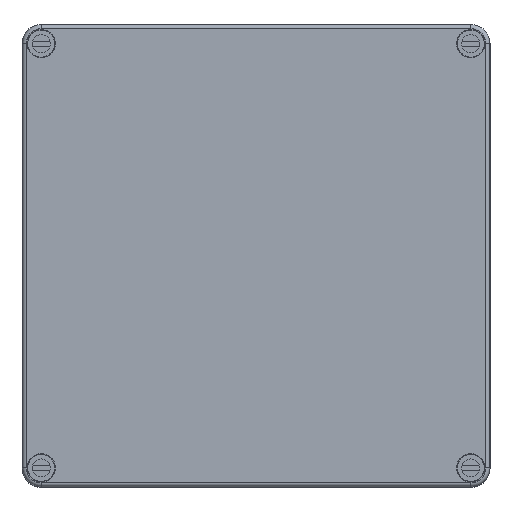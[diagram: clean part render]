
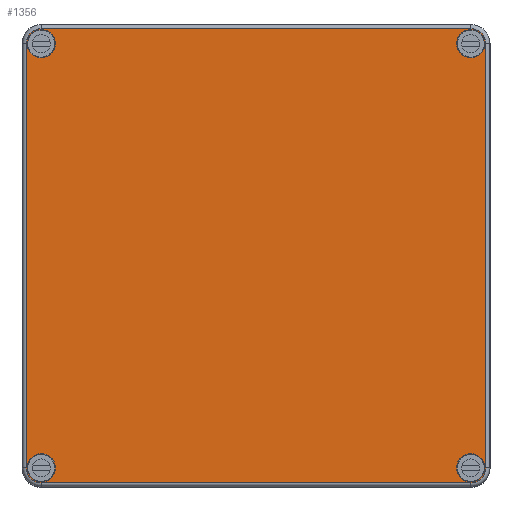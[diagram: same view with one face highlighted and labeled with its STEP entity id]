
A CAD part, top view. The second image highlights one B-rep face of the part: STEP entity #1356.
In plain terms, the highlighted planar face has unit normal (0, 0, 1).
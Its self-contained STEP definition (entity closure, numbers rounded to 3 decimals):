
#1356 = ADVANCED_FACE( '', ( #3074, #3075, #3076, #3077, #3078 ), #3079, .F. );
#3074 = FACE_BOUND( '', #5180, .T. );
#3075 = FACE_BOUND( '', #5181, .T. );
#3076 = FACE_BOUND( '', #5182, .T. );
#3077 = FACE_BOUND( '', #5183, .T. );
#3078 = FACE_OUTER_BOUND( '', #5184, .T. );
#3079 = PLANE( '', #5185 );
#5180 = EDGE_LOOP( '', ( #8824 ) );
#5181 = EDGE_LOOP( '', ( #8825 ) );
#5182 = EDGE_LOOP( '', ( #8826 ) );
#5183 = EDGE_LOOP( '', ( #8827 ) );
#5184 = EDGE_LOOP( '', ( #8828, #8829, #8830, #8831, #8832, #8833, #8834, #8835 ) );
#5185 = AXIS2_PLACEMENT_3D( '', #8836, #8837, #8838 );
#8824 = ORIENTED_EDGE( '', *, *, #12792, .F. );
#8825 = ORIENTED_EDGE( '', *, *, #12642, .F. );
#8826 = ORIENTED_EDGE( '', *, *, #12793, .F. );
#8827 = ORIENTED_EDGE( '', *, *, #12071, .F. );
#8828 = ORIENTED_EDGE( '', *, *, #12794, .T. );
#8829 = ORIENTED_EDGE( '', *, *, #12339, .F. );
#8830 = ORIENTED_EDGE( '', *, *, #12639, .T. );
#8831 = ORIENTED_EDGE( '', *, *, #12795, .T. );
#8832 = ORIENTED_EDGE( '', *, *, #12796, .F. );
#8833 = ORIENTED_EDGE( '', *, *, #12129, .T. );
#8834 = ORIENTED_EDGE( '', *, *, #12594, .F. );
#8835 = ORIENTED_EDGE( '', *, *, #12797, .F. );
#8836 = CARTESIAN_POINT( '', ( -89.356, 82.5, 18. ) );
#8837 = DIRECTION( '', ( 0., 0., -1. ) );
#8838 = DIRECTION( '', ( -1., 0., 0. ) );
#12071 = EDGE_CURVE( '', #14532, #14532, #14533, .T. );
#12129 = EDGE_CURVE( '', #14625, #14623, #14626, .T. );
#12339 = EDGE_CURVE( '', #14946, #14942, #14948, .T. );
#12594 = EDGE_CURVE( '', #15339, #14623, #15341, .T. );
#12639 = EDGE_CURVE( '', #14946, #15404, #15405, .T. );
#12642 = EDGE_CURVE( '', #15408, #15408, #15409, .T. );
#12792 = EDGE_CURVE( '', #15619, #15619, #15620, .T. );
#12793 = EDGE_CURVE( '', #15621, #15621, #15622, .T. );
#12794 = EDGE_CURVE( '', #15623, #14942, #15624, .T. );
#12795 = EDGE_CURVE( '', #15404, #15625, #15626, .T. );
#12796 = EDGE_CURVE( '', #14625, #15625, #15627, .T. );
#12797 = EDGE_CURVE( '', #15623, #15339, #15628, .T. );
#14532 = VERTEX_POINT( '', #17777 );
#14533 = CIRCLE( '', #17778, 5.5 );
#14623 = VERTEX_POINT( '', #17896 );
#14625 = VERTEX_POINT( '', #17898 );
#14626 = LINE( '', #17899, #17900 );
#14942 = VERTEX_POINT( '', #18317 );
#14946 = VERTEX_POINT( '', #18322 );
#14948 = LINE( '', #18324, #18325 );
#15339 = VERTEX_POINT( '', #18824 );
#15341 = CIRCLE( '', #18826, 5.856 );
#15404 = VERTEX_POINT( '', #18905 );
#15405 = CIRCLE( '', #18906, 5.856 );
#15408 = VERTEX_POINT( '', #18909 );
#15409 = CIRCLE( '', #18910, 5.5 );
#15619 = VERTEX_POINT( '', #19234 );
#15620 = CIRCLE( '', #19235, 5.5 );
#15621 = VERTEX_POINT( '', #19236 );
#15622 = CIRCLE( '', #19237, 5.5 );
#15623 = VERTEX_POINT( '', #19238 );
#15624 = CIRCLE( '', #19239, 5.856 );
#15625 = VERTEX_POINT( '', #19240 );
#15626 = LINE( '', #19241, #19242 );
#15627 = CIRCLE( '', #19243, 5.856 );
#15628 = LINE( '', #19244, #19245 );
#17777 = CARTESIAN_POINT( '', ( 89., 82.5, 18. ) );
#17778 = AXIS2_PLACEMENT_3D( '', #21266, #21267, #21268 );
#17896 = CARTESIAN_POINT( '', ( -89.356, -82.5, 18. ) );
#17898 = CARTESIAN_POINT( '', ( -89.356, 82.5, 18. ) );
#17899 = CARTESIAN_POINT( '', ( -89.356, 82.5, 18. ) );
#17900 = VECTOR( '', #21342, 1000. );
#18317 = CARTESIAN_POINT( '', ( 89.356, -82.5, 18. ) );
#18322 = CARTESIAN_POINT( '', ( 89.356, 82.5, 18. ) );
#18324 = CARTESIAN_POINT( '', ( 89.356, 82.5, 18. ) );
#18325 = VECTOR( '', #21601, 1000. );
#18824 = CARTESIAN_POINT( '', ( -83.5, -88.356, 18. ) );
#18826 = AXIS2_PLACEMENT_3D( '', #21941, #21942, #21943 );
#18905 = CARTESIAN_POINT( '', ( 83.5, 88.356, 18. ) );
#18906 = AXIS2_PLACEMENT_3D( '', #21996, #21997, #21998 );
#18909 = CARTESIAN_POINT( '', ( 89., -82.5, 18. ) );
#18910 = AXIS2_PLACEMENT_3D( '', #22002, #22003, #22004 );
#19234 = CARTESIAN_POINT( '', ( -78., -82.5, 18. ) );
#19235 = AXIS2_PLACEMENT_3D( '', #22185, #22186, #22187 );
#19236 = CARTESIAN_POINT( '', ( -78., 82.5, 18. ) );
#19237 = AXIS2_PLACEMENT_3D( '', #22188, #22189, #22190 );
#19238 = CARTESIAN_POINT( '', ( 83.5, -88.356, 18. ) );
#19239 = AXIS2_PLACEMENT_3D( '', #22191, #22192, #22193 );
#19240 = CARTESIAN_POINT( '', ( -83.5, 88.356, 18. ) );
#19241 = CARTESIAN_POINT( '', ( 83.5, 88.356, 18. ) );
#19242 = VECTOR( '', #22194, 1000. );
#19243 = AXIS2_PLACEMENT_3D( '', #22195, #22196, #22197 );
#19244 = CARTESIAN_POINT( '', ( 83.5, -88.356, 18. ) );
#19245 = VECTOR( '', #22198, 1000. );
#21266 = CARTESIAN_POINT( '', ( 83.5, 82.5, 18. ) );
#21267 = DIRECTION( '', ( 0., 0., 1. ) );
#21268 = DIRECTION( '', ( 1., 0., 0. ) );
#21342 = DIRECTION( '', ( 0., -1., 0. ) );
#21601 = DIRECTION( '', ( 0., -1., 0. ) );
#21941 = CARTESIAN_POINT( '', ( -83.5, -82.5, 18. ) );
#21942 = DIRECTION( '', ( 0., 0., -1. ) );
#21943 = DIRECTION( '', ( -1., 0., 0. ) );
#21996 = CARTESIAN_POINT( '', ( 83.5, 82.5, 18. ) );
#21997 = DIRECTION( '', ( 0., 0., 1. ) );
#21998 = DIRECTION( '', ( 1., 0., 0. ) );
#22002 = CARTESIAN_POINT( '', ( 83.5, -82.5, 18. ) );
#22003 = DIRECTION( '', ( 0., 0., 1. ) );
#22004 = DIRECTION( '', ( 1., 0., 0. ) );
#22185 = CARTESIAN_POINT( '', ( -83.5, -82.5, 18. ) );
#22186 = DIRECTION( '', ( 0., 0., 1. ) );
#22187 = DIRECTION( '', ( 1., 0., 0. ) );
#22188 = CARTESIAN_POINT( '', ( -83.5, 82.5, 18. ) );
#22189 = DIRECTION( '', ( 0., 0., 1. ) );
#22190 = DIRECTION( '', ( 1., 0., 0. ) );
#22191 = CARTESIAN_POINT( '', ( 83.5, -82.5, 18. ) );
#22192 = DIRECTION( '', ( 0., 0., 1. ) );
#22193 = DIRECTION( '', ( 1., 0., 0. ) );
#22194 = DIRECTION( '', ( -1., 0., 0. ) );
#22195 = CARTESIAN_POINT( '', ( -83.5, 82.5, 18. ) );
#22196 = DIRECTION( '', ( 0., 0., -1. ) );
#22197 = DIRECTION( '', ( -1., 0., 0. ) );
#22198 = DIRECTION( '', ( -1., 0., 0. ) );
